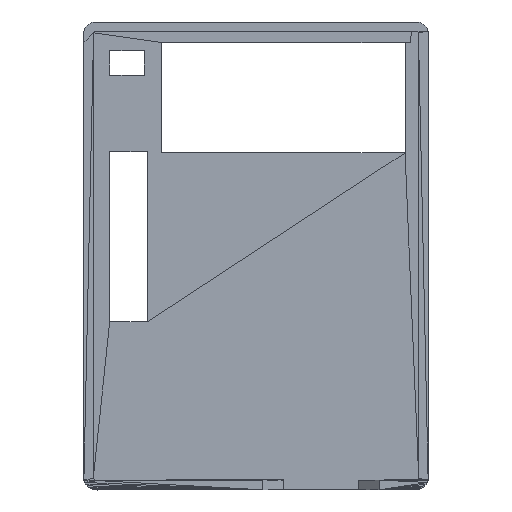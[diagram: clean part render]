
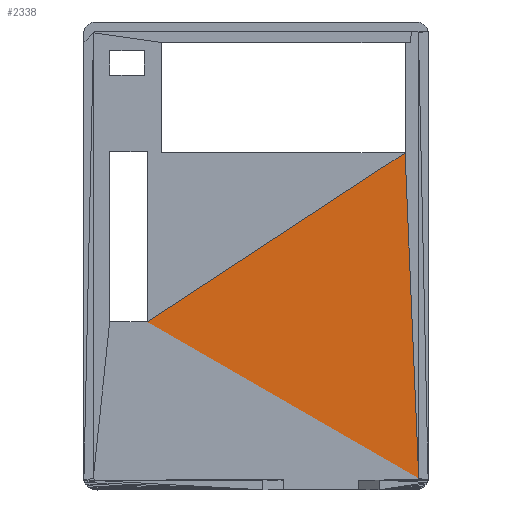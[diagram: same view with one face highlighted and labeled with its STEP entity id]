
A CAD part, top view. The second image highlights one B-rep face of the part: STEP entity #2338.
In plain terms, the highlighted planar face has unit normal (0, 0, 1).
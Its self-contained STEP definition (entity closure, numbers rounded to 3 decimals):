
#52=FACE_OUTER_BOUND('',#223,.T.);
#223=EDGE_LOOP('',(#1680,#1681,#1682,#1683));
#363=LINE('',#3338,#688);
#364=LINE('',#3341,#689);
#419=LINE('',#3448,#744);
#438=LINE('',#3487,#763);
#688=VECTOR('',#2666,10.);
#689=VECTOR('',#2669,10.);
#744=VECTOR('',#2746,10.);
#763=VECTOR('',#2777,10.);
#1007=VERTEX_POINT('',#3325);
#1013=VERTEX_POINT('',#3336);
#1014=VERTEX_POINT('',#3340);
#1055=VERTEX_POINT('',#3446);
#1163=EDGE_CURVE('',#1013,#1007,#363,.T.);
#1164=EDGE_CURVE('',#1007,#1014,#364,.T.);
#1219=EDGE_CURVE('',#1055,#1013,#419,.T.);
#1238=EDGE_CURVE('',#1055,#1014,#438,.T.);
#1680=ORIENTED_EDGE('',*,*,#1238,.T.);
#1681=ORIENTED_EDGE('',*,*,#1164,.F.);
#1682=ORIENTED_EDGE('',*,*,#1163,.F.);
#1683=ORIENTED_EDGE('',*,*,#1219,.F.);
#2168=PLANE('',#2522);
#2338=ADVANCED_FACE('',(#52),#2168,.F.);
#2522=AXIS2_PLACEMENT_3D('',#3591,#2866,#2867);
#2666=DIRECTION('',(0.042,-0.999,0.));
#2669=DIRECTION('',(0.001,-1.,0.));
#2746=DIRECTION('',(0.836,0.548,0.));
#2777=DIRECTION('',(0.866,-0.499,0.));
#2866=DIRECTION('center_axis',(0.,0.,
-1.));
#2867=DIRECTION('ref_axis',(0.,1.,0.));
#3325=CARTESIAN_POINT('',(9.048,-11.83,0.698));
#3336=CARTESIAN_POINT('',(8.045,11.964,0.698));
#3338=CARTESIAN_POINT('',(8.045,11.964,0.698));
#3340=CARTESIAN_POINT('',(9.048,-11.83,0.698));
#3341=CARTESIAN_POINT('',(9.032,10.189,0.698));
#3446=CARTESIAN_POINT('',(-10.805,-0.386,0.698));
#3448=CARTESIAN_POINT('',(8.045,11.964,0.698));
#3487=CARTESIAN_POINT('',(-10.805,-0.386,0.698));
#3591=CARTESIAN_POINT('Origin',(-10.805,-0.386,0.698));
